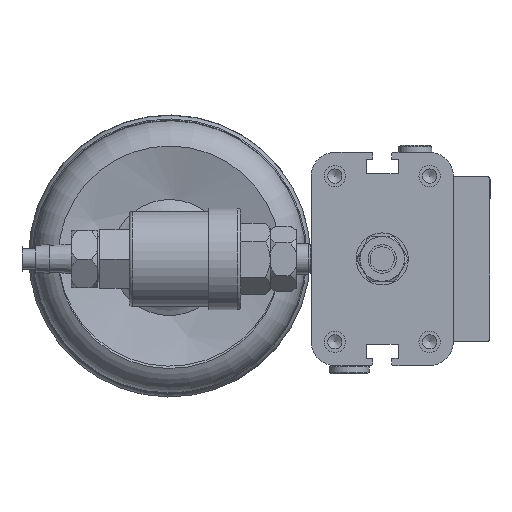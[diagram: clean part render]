
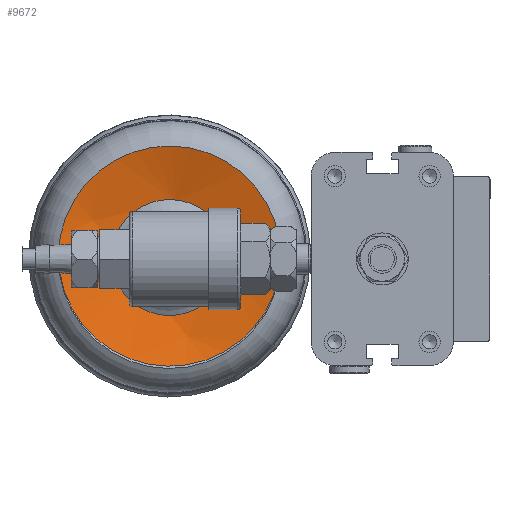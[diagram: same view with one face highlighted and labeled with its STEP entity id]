
A CAD part, left-side view. The second image highlights one B-rep face of the part: STEP entity #9672.
In plain terms, the highlighted spherical face has radius 137.607 mm.
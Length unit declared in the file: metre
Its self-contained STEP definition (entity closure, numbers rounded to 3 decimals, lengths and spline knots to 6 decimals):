
#15=SPHERICAL_SURFACE('',#10878,0.137607);
#2199=FACE_OUTER_BOUND('',#2940,.T.);
#2940=EDGE_LOOP('',(#8548,#8549));
#3687=CIRCLE('',#10879,0.046972);
#3688=CIRCLE('',#10880,0.046972);
#4604=VERTEX_POINT('',#16860);
#4605=VERTEX_POINT('',#16861);
#5951=EDGE_CURVE('',#4604,#4605,#3687,.T.);
#5952=EDGE_CURVE('',#4605,#4604,#3688,.T.);
#8548=ORIENTED_EDGE('',*,*,#5951,.T.);
#8549=ORIENTED_EDGE('',*,*,#5952,.T.);
#9672=ADVANCED_FACE('',(#2199),#15,.T.);
#10878=AXIS2_PLACEMENT_3D('',#16859,#13764,#13765);
#10879=AXIS2_PLACEMENT_3D('',#16862,#13766,#13767);
#10880=AXIS2_PLACEMENT_3D('',#16863,#13768,#13769);
#13764=DIRECTION('center_axis',(-0.009,-0.775,0.631));
#13765=DIRECTION('ref_axis',(1.,0.,0.014));
#13766=DIRECTION('center_axis',(1.,0.,
0.014));
#13767=DIRECTION('ref_axis',(-0.011,0.631,0.775));
#13768=DIRECTION('center_axis',(1.,0.,
0.014));
#13769=DIRECTION('ref_axis',(-0.011,0.631,0.775));
#16859=CARTESIAN_POINT('Origin',(-0.056856,0.0588,
-0.059105));
#16860=CARTESIAN_POINT('',(0.071968,0.088457,-0.02089));
#16861=CARTESIAN_POINT('',(0.072062,0.022374,-0.027659));
#16862=CARTESIAN_POINT('Origin',(0.072473,0.0588,
-0.057313));
#16863=CARTESIAN_POINT('Origin',(0.072473,0.0588,
-0.057313));
